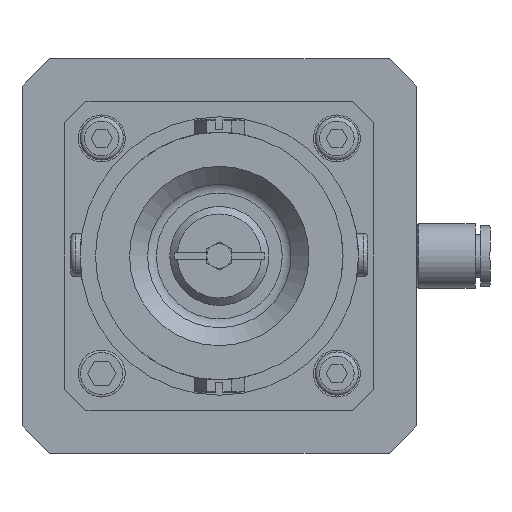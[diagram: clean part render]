
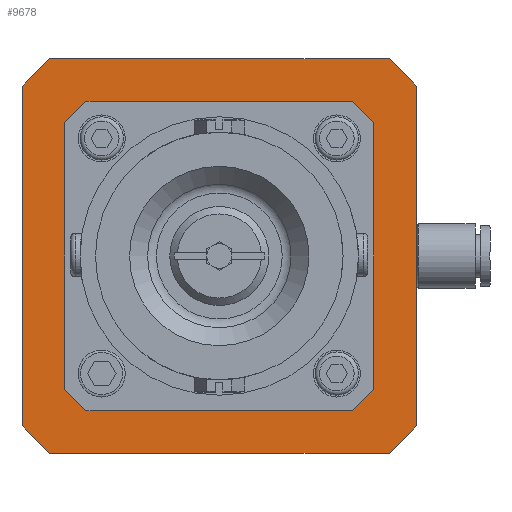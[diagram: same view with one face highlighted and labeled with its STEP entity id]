
A CAD part, front view. The second image highlights one B-rep face of the part: STEP entity #9678.
In plain terms, the highlighted face is planar.
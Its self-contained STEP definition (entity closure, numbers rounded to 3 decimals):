
#506=FACE_BOUND('',#1999,.T.);
#507=FACE_BOUND('',#2000,.T.);
#508=FACE_BOUND('',#2001,.T.);
#509=FACE_BOUND('',#2002,.T.);
#510=FACE_BOUND('',#2003,.T.);
#511=FACE_BOUND('',#2004,.T.);
#512=FACE_BOUND('',#2005,.T.);
#513=FACE_BOUND('',#2006,.T.);
#514=FACE_BOUND('',#2007,.T.);
#811=PLANE('',#10920);
#1341=FACE_OUTER_BOUND('',#1998,.T.);
#1998=EDGE_LOOP('',(#8910,#8911,#8912,#8913,#8914,#8915,#8916,#8917));
#1999=EDGE_LOOP('',(#8918));
#2000=EDGE_LOOP('',(#8919));
#2001=EDGE_LOOP('',(#8920));
#2002=EDGE_LOOP('',(#8921));
#2003=EDGE_LOOP('',(#8922));
#2004=EDGE_LOOP('',(#8923));
#2005=EDGE_LOOP('',(#8924));
#2006=EDGE_LOOP('',(#8925));
#2007=EDGE_LOOP('',(#8926));
#2815=LINE('',#18479,#3642);
#2818=LINE('',#18485,#3645);
#2820=LINE('',#18489,#3647);
#2822=LINE('',#18494,#3649);
#2825=LINE('',#18499,#3652);
#2827=LINE('',#18503,#3654);
#2829=LINE('',#18506,#3656);
#2830=LINE('',#18508,#3657);
#3642=VECTOR('',#13632,10.);
#3645=VECTOR('',#13639,10.);
#3647=VECTOR('',#13643,10.);
#3649=VECTOR('',#13647,10.);
#3652=VECTOR('',#13652,10.);
#3654=VECTOR('',#13656,10.);
#3656=VECTOR('',#13660,10.);
#3657=VECTOR('',#13663,10.);
#4064=CIRCLE('',#10880,2.55);
#4066=CIRCLE('',#10883,2.05);
#4068=CIRCLE('',#10886,2.55);
#4070=CIRCLE('',#10889,2.55);
#4072=CIRCLE('',#10892,2.55);
#4074=CIRCLE('',#10895,2.05);
#4076=CIRCLE('',#10898,2.05);
#4078=CIRCLE('',#10901,2.05);
#4084=CIRCLE('',#10921,9.);
#4917=VERTEX_POINT('',#18388);
#4919=VERTEX_POINT('',#18394);
#4921=VERTEX_POINT('',#18400);
#4923=VERTEX_POINT('',#18406);
#4925=VERTEX_POINT('',#18412);
#4927=VERTEX_POINT('',#18418);
#4929=VERTEX_POINT('',#18424);
#4931=VERTEX_POINT('',#18430);
#4948=VERTEX_POINT('',#18476);
#4949=VERTEX_POINT('',#18478);
#4950=VERTEX_POINT('',#18484);
#4951=VERTEX_POINT('',#18488);
#4952=VERTEX_POINT('',#18492);
#4953=VERTEX_POINT('',#18493);
#4954=VERTEX_POINT('',#18498);
#4955=VERTEX_POINT('',#18502);
#4956=VERTEX_POINT('',#18510);
#6223=EDGE_CURVE('',#4917,#4917,#4064,.T.);
#6226=EDGE_CURVE('',#4919,#4919,#4066,.T.);
#6229=EDGE_CURVE('',#4921,#4921,#4068,.T.);
#6232=EDGE_CURVE('',#4923,#4923,#4070,.T.);
#6235=EDGE_CURVE('',#4925,#4925,#4072,.T.);
#6238=EDGE_CURVE('',#4927,#4927,#4074,.T.);
#6241=EDGE_CURVE('',#4929,#4929,#4076,.T.);
#6244=EDGE_CURVE('',#4931,#4931,#4078,.T.);
#6268=EDGE_CURVE('',#4949,#4948,#2815,.T.);
#6271=EDGE_CURVE('',#4950,#4949,#2818,.T.);
#6273=EDGE_CURVE('',#4948,#4951,#2820,.T.);
#6275=EDGE_CURVE('',#4952,#4953,#2822,.T.);
#6278=EDGE_CURVE('',#4953,#4954,#2825,.T.);
#6280=EDGE_CURVE('',#4954,#4955,#2827,.T.);
#6282=EDGE_CURVE('',#4955,#4950,#2829,.T.);
#6283=EDGE_CURVE('',#4951,#4952,#2830,.T.);
#6284=EDGE_CURVE('',#4956,#4956,#4084,.T.);
#8910=ORIENTED_EDGE('',*,*,#6268,.T.);
#8911=ORIENTED_EDGE('',*,*,#6273,.T.);
#8912=ORIENTED_EDGE('',*,*,#6283,.T.);
#8913=ORIENTED_EDGE('',*,*,#6275,.T.);
#8914=ORIENTED_EDGE('',*,*,#6278,.T.);
#8915=ORIENTED_EDGE('',*,*,#6280,.T.);
#8916=ORIENTED_EDGE('',*,*,#6282,.T.);
#8917=ORIENTED_EDGE('',*,*,#6271,.T.);
#8918=ORIENTED_EDGE('',*,*,#6223,.T.);
#8919=ORIENTED_EDGE('',*,*,#6226,.T.);
#8920=ORIENTED_EDGE('',*,*,#6229,.T.);
#8921=ORIENTED_EDGE('',*,*,#6232,.T.);
#8922=ORIENTED_EDGE('',*,*,#6235,.T.);
#8923=ORIENTED_EDGE('',*,*,#6238,.T.);
#8924=ORIENTED_EDGE('',*,*,#6241,.T.);
#8925=ORIENTED_EDGE('',*,*,#6244,.T.);
#8926=ORIENTED_EDGE('',*,*,#6284,.T.);
#9678=ADVANCED_FACE('',(#1341,#506,#507,#508,#509,#510,#511,#512,#513,#514),
#811,.T.);
#10880=AXIS2_PLACEMENT_3D('',#18390,#13543,#13544);
#10883=AXIS2_PLACEMENT_3D('',#18396,#13550,#13551);
#10886=AXIS2_PLACEMENT_3D('',#18402,#13557,#13558);
#10889=AXIS2_PLACEMENT_3D('',#18408,#13564,#13565);
#10892=AXIS2_PLACEMENT_3D('',#18414,#13571,#13572);
#10895=AXIS2_PLACEMENT_3D('',#18420,#13578,#13579);
#10898=AXIS2_PLACEMENT_3D('',#18426,#13585,#13586);
#10901=AXIS2_PLACEMENT_3D('',#18432,#13592,#13593);
#10920=AXIS2_PLACEMENT_3D('',#18509,#13664,#13665);
#10921=AXIS2_PLACEMENT_3D('',#18511,#13666,#13667);
#13543=DIRECTION('center_axis',(0.,0.,-1.));
#13544=DIRECTION('ref_axis',(-1.,0.,0.));
#13550=DIRECTION('center_axis',(0.,0.,-1.));
#13551=DIRECTION('ref_axis',(-1.,0.,0.));
#13557=DIRECTION('center_axis',(0.,0.,-1.));
#13558=DIRECTION('ref_axis',(-1.,0.,0.));
#13564=DIRECTION('center_axis',(0.,0.,-1.));
#13565=DIRECTION('ref_axis',(-1.,0.,0.));
#13571=DIRECTION('center_axis',(0.,0.,-1.));
#13572=DIRECTION('ref_axis',(-1.,0.,0.));
#13578=DIRECTION('center_axis',(0.,0.,-1.));
#13579=DIRECTION('ref_axis',(-1.,0.,0.));
#13585=DIRECTION('center_axis',(0.,0.,-1.));
#13586=DIRECTION('ref_axis',(-1.,0.,0.));
#13592=DIRECTION('center_axis',(0.,0.,-1.));
#13593=DIRECTION('ref_axis',(-1.,0.,0.));
#13632=DIRECTION('',(0.,1.,0.));
#13639=DIRECTION('',(0.707,0.707,0.));
#13643=DIRECTION('',(-0.707,0.707,0.));
#13647=DIRECTION('',(-0.707,-0.707,0.));
#13652=DIRECTION('',(0.,-1.,0.));
#13656=DIRECTION('',(0.707,-0.707,0.));
#13660=DIRECTION('',(1.,0.,0.));
#13663=DIRECTION('',(-1.,0.,0.));
#13664=DIRECTION('center_axis',(0.,0.,1.));
#13665=DIRECTION('ref_axis',(1.,0.,0.));
#13666=DIRECTION('center_axis',(0.,0.,-1.));
#13667=DIRECTION('ref_axis',(-1.,0.,0.));
#18388=CARTESIAN_POINT('',(13.687,-11.137,15.));
#18390=CARTESIAN_POINT('Origin',(11.137,-11.137,15.));
#18394=CARTESIAN_POINT('',(21.05,-19.,15.));
#18396=CARTESIAN_POINT('Origin',(19.,-19.,15.));
#18400=CARTESIAN_POINT('',(-8.587,11.137,15.));
#18402=CARTESIAN_POINT('Origin',(-11.137,11.137,15.));
#18406=CARTESIAN_POINT('',(-8.587,-11.137,15.));
#18408=CARTESIAN_POINT('Origin',(-11.137,-11.137,15.));
#18412=CARTESIAN_POINT('',(13.687,11.137,15.));
#18414=CARTESIAN_POINT('Origin',(11.137,11.137,15.));
#18418=CARTESIAN_POINT('',(-16.95,19.,15.));
#18420=CARTESIAN_POINT('Origin',(-19.,19.,15.));
#18424=CARTESIAN_POINT('',(21.05,19.,15.));
#18426=CARTESIAN_POINT('Origin',(19.,19.,15.));
#18430=CARTESIAN_POINT('',(-16.95,-19.,15.));
#18432=CARTESIAN_POINT('Origin',(-19.,-19.,15.));
#18476=CARTESIAN_POINT('',(31.884,27.473,15.));
#18478=CARTESIAN_POINT('',(31.884,-27.473,15.));
#18479=CARTESIAN_POINT('',(31.884,-27.473,15.));
#18484=CARTESIAN_POINT('',(27.472,-31.884,15.));
#18485=CARTESIAN_POINT('',(27.472,-31.884,15.));
#18488=CARTESIAN_POINT('',(27.472,31.884,15.));
#18489=CARTESIAN_POINT('',(31.884,27.473,15.));
#18492=CARTESIAN_POINT('',(-27.472,31.884,15.));
#18493=CARTESIAN_POINT('',(-31.884,27.472,15.));
#18494=CARTESIAN_POINT('',(-27.472,31.884,15.));
#18498=CARTESIAN_POINT('',(-31.884,-27.472,15.));
#18499=CARTESIAN_POINT('',(-31.884,27.472,15.));
#18502=CARTESIAN_POINT('',(-27.472,-31.884,15.));
#18503=CARTESIAN_POINT('',(-31.884,-27.472,15.));
#18506=CARTESIAN_POINT('',(-27.472,-31.884,15.));
#18508=CARTESIAN_POINT('',(27.472,31.884,15.));
#18509=CARTESIAN_POINT('Origin',(17.678,-17.678,15.));
#18510=CARTESIAN_POINT('',(9.,0.,15.));
#18511=CARTESIAN_POINT('Origin',(0.,0.,15.));
